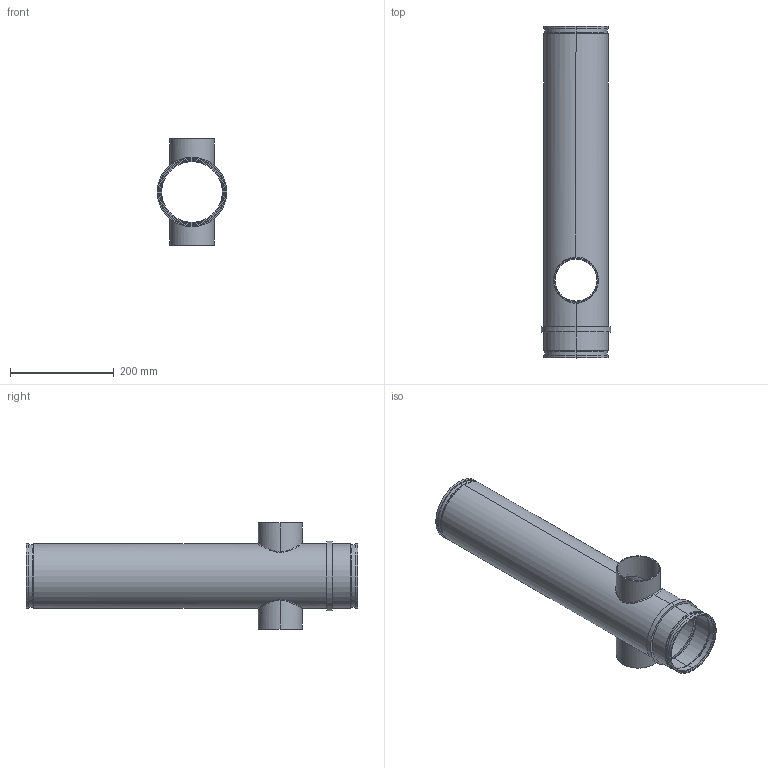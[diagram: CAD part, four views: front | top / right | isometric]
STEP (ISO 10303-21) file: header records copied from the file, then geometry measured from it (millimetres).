
FILE_DESCRIPTION (( 'STEP AP214' ), '1' );
FILE_NAME ('BA_-_BA 125-80-2.step', '2009-07-15T21:06:58', ( 'Wolfgang Schmidt' ), ( 'WS-KO' ), 'SwSTEP 2.0', 'SolidWorks 2008', '' );
FILE_SCHEMA (( 'AUTOMOTIVE_DESIGN' ));
Length unit declared in the file: millimetre
Products named in the file (1): BA_-_BA 125-80-2
Bounding box: 134 x 640 x 205 mm (x, y, z)
Volume: 535747 mm3; surface area: 537854.4 mm2
Topology: 1 solids, 1 shells, 68 faces, 156 edges, 104 vertices
Faces by surface type: cylinder 44, plane 20, bspline 4
Entity records: 3663 total; most frequent: CARTESIAN_POINT 2057, DIRECTION 346, ORIENTED_EDGE 312, EDGE_CURVE 156, AXIS2_PLACEMENT_3D 149, VERTEX_POINT 104, EDGE_LOOP 88, CIRCLE 84
